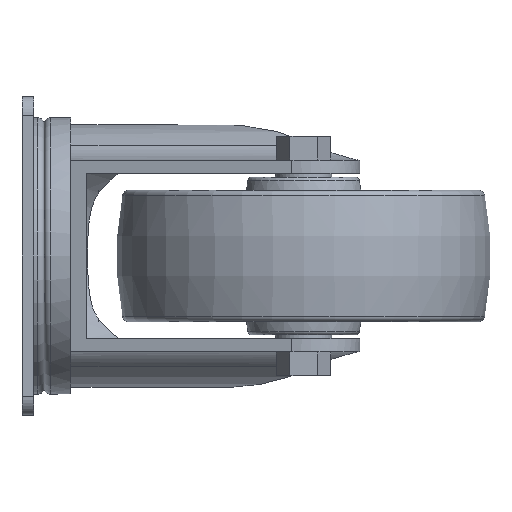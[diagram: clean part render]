
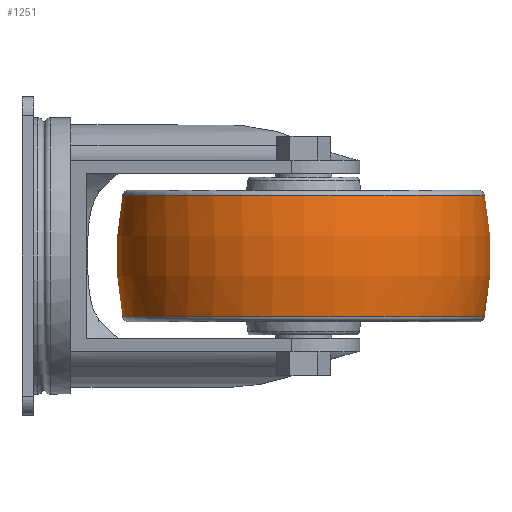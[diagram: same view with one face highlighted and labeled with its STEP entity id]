
A CAD part, left-side view. The second image highlights one B-rep face of the part: STEP entity #1251.
In plain terms, the highlighted toroidal (fillet/blend) face has major radius 25 mm and minor radius 75 mm.
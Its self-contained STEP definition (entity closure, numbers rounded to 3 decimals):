
#20=DEGENERATE_TOROIDAL_SURFACE('',#1403,25.,75.,
 .F.);
#577=ORIENTED_EDGE('',*,*,#751,.T.);
#578=ORIENTED_EDGE('',*,*,#750,.F.);
#750=EDGE_CURVE('',#870,#870,#929,.T.);
#751=EDGE_CURVE('',#871,#871,#930,.T.);
#870=VERTEX_POINT('',#2184);
#871=VERTEX_POINT('',#2187);
#929=CIRCLE('',#1402,48.246);
#930=CIRCLE('',#1404,48.246);
#1034=EDGE_LOOP('',(#577));
#1035=EDGE_LOOP('',(#578));
#1147=FACE_BOUND('',#1034,.T.);
#1148=FACE_BOUND('',#1035,.T.);
#1251=ADVANCED_FACE('',(#1147,#1148),#20,.F.);
#1402=AXIS2_PLACEMENT_3D('',#2183,#1763,#1764);
#1403=AXIS2_PLACEMENT_3D('',#2185,#1765,#1766);
#1404=AXIS2_PLACEMENT_3D('',#2186,#1767,#1768);
#1763=DIRECTION('',(0.,0.,-1.));
#1764=DIRECTION('',(-1.,0.,0.));
#1765=DIRECTION('',(0.,0.,-1.));
#1766=DIRECTION('',(-1.,0.,0.));
#1767=DIRECTION('',(0.,0.,-1.));
#1768=DIRECTION('',(-1.,0.,0.));
#2183=CARTESIAN_POINT('',(0.,0.,-16.126));
#2184=CARTESIAN_POINT('',(-48.246,0.,-16.126));
#2185=CARTESIAN_POINT('',(0.,0.,0.));
#2186=CARTESIAN_POINT('',(0.,0.,16.126));
#2187=CARTESIAN_POINT('',(-48.246,0.,16.126));
